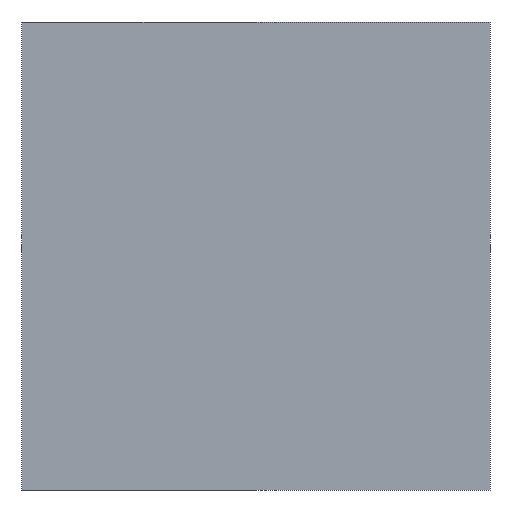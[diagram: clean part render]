
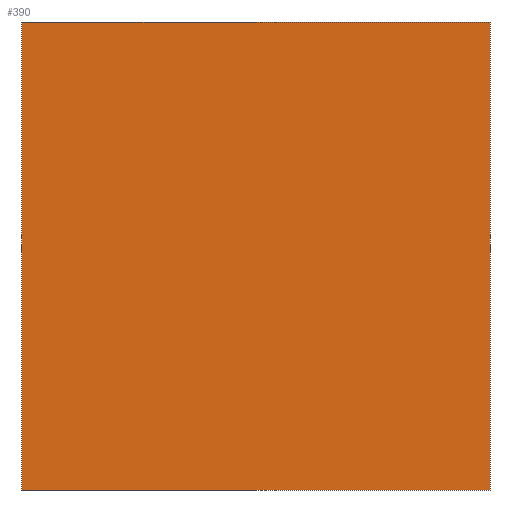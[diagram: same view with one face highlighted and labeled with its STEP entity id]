
A CAD part, left-side view. The second image highlights one B-rep face of the part: STEP entity #390.
In plain terms, the highlighted planar face has unit normal (-1, 0, 0).
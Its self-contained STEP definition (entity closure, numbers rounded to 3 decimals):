
#3 = ORIENTED_EDGE ( 'NONE', *, *, #629, .T. ) ;
#5 = CARTESIAN_POINT ( 'NONE',  ( -2.25, -1., 2. ) ) ;
#8 = DIRECTION ( 'NONE',  ( 0., 0., -1. ) ) ;
#75 = EDGE_CURVE ( 'NONE', #329, #615, #462, .T. ) ;
#102 = CARTESIAN_POINT ( 'NONE',  ( -2.25, 1., 0. ) ) ;
#134 = CARTESIAN_POINT ( 'NONE',  ( -2.25, 1., 2. ) ) ;
#141 = VERTEX_POINT ( 'NONE', #5 ) ;
#145 = ORIENTED_EDGE ( 'NONE', *, *, #245, .F. ) ;
#205 = DIRECTION ( 'NONE',  ( 0., 1., 0. ) ) ;
#238 = AXIS2_PLACEMENT_3D ( 'NONE', #474, #483, #205 ) ;
#241 = CARTESIAN_POINT ( 'NONE',  ( -2.25, 1., 0. ) ) ;
#245 = EDGE_CURVE ( 'NONE', #536, #141, #643, .T. ) ;
#259 = CARTESIAN_POINT ( 'NONE',  ( -2.25, -1., 0. ) ) ;
#262 = VECTOR ( 'NONE', #698, 1000. ) ;
#300 = VECTOR ( 'NONE', #8, 1000. ) ;
#302 = VECTOR ( 'NONE', #583, 1000. ) ;
#310 = VECTOR ( 'NONE', #489, 1000. ) ;
#329 = VERTEX_POINT ( 'NONE', #102 ) ;
#341 = EDGE_CURVE ( 'NONE', #141, #615, #616, .T. ) ;
#353 = FACE_OUTER_BOUND ( 'NONE', #451, .T. ) ;
#366 = CARTESIAN_POINT ( 'NONE',  ( -2.25, 1., 2. ) ) ;
#390 = ADVANCED_FACE ( 'NONE', ( #353 ), #578, .F. ) ;
#434 = ORIENTED_EDGE ( 'NONE', *, *, #75, .T. ) ;
#451 = EDGE_LOOP ( 'NONE', ( #434, #612, #145, #3 ) ) ;
#452 = CARTESIAN_POINT ( 'NONE',  ( -2.25, -1., 2. ) ) ;
#462 = LINE ( 'NONE', #241, #302 ) ;
#474 = CARTESIAN_POINT ( 'NONE',  ( -2.25, 1., 2. ) ) ;
#480 = LINE ( 'NONE', #646, #262 ) ;
#483 = DIRECTION ( 'NONE',  ( 1., 0., 0. ) ) ;
#489 = DIRECTION ( 'NONE',  ( 0., -1., 0. ) ) ;
#536 = VERTEX_POINT ( 'NONE', #134 ) ;
#578 = PLANE ( 'NONE',  #238 ) ;
#583 = DIRECTION ( 'NONE',  ( 0., -1., 0. ) ) ;
#612 = ORIENTED_EDGE ( 'NONE', *, *, #341, .F. ) ;
#615 = VERTEX_POINT ( 'NONE', #259 ) ;
#616 = LINE ( 'NONE', #452, #300 ) ;
#629 = EDGE_CURVE ( 'NONE', #536, #329, #480, .T. ) ;
#643 = LINE ( 'NONE', #366, #310 ) ;
#646 = CARTESIAN_POINT ( 'NONE',  ( -2.25, 1., 2. ) ) ;
#698 = DIRECTION ( 'NONE',  ( 0., 0., -1. ) ) ;
